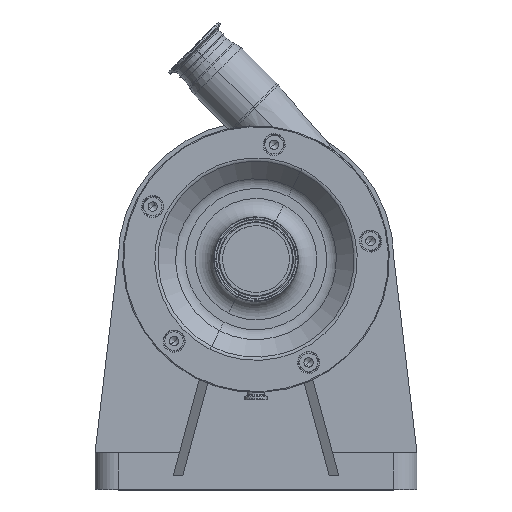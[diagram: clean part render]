
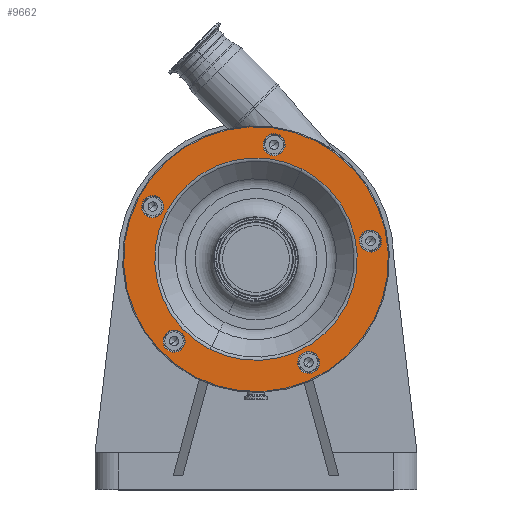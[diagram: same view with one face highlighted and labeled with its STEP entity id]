
A CAD part, top view. The second image highlights one B-rep face of the part: STEP entity #9662.
In plain terms, the highlighted planar face has unit normal (0, 0, 1).
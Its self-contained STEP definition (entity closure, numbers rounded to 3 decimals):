
#63 = DIRECTION ( 'NONE',  ( 0., 0., 1. ) ) ;
#242 = AXIS2_PLACEMENT_3D ( 'NONE', #11015, #943, #11202 ) ;
#323 = CARTESIAN_POINT ( 'NONE',  ( 119.001, 9.019, 294.5 ) ) ;
#426 = EDGE_CURVE ( 'NONE', #17272, #11791, #18385, .T. ) ;
#620 = FACE_BOUND ( 'NONE', #16338, .T. ) ;
#704 = DIRECTION ( 'NONE',  ( 0., 0., -1. ) ) ;
#759 = CARTESIAN_POINT ( 'NONE',  ( -112.267, 57.203, 294.5 ) ) ;
#849 = ORIENTED_EDGE ( 'NONE', *, *, #18509, .F. ) ;
#898 = CIRCLE ( 'NONE', #15114, 110.071 ) ;
#943 = DIRECTION ( 'NONE',  ( 0., 0., 1. ) ) ;
#1222 = AXIS2_PLACEMENT_3D ( 'NONE', #7779, #704, #6612 ) ;
#1410 = CARTESIAN_POINT ( 'NONE',  ( -65.375, -128.305, 294.5 ) ) ;
#1746 = DIRECTION ( 'NONE',  ( 0.454, 0.891, 0. ) ) ;
#1999 = AXIS2_PLACEMENT_3D ( 'NONE', #7737, #17956, #4740 ) ;
#2050 = DIRECTION ( 'NONE',  ( 0.454, 0.891, 0. ) ) ;
#2366 = EDGE_CURVE ( 'NONE', #11791, #17272, #5776, .T. ) ;
#2480 = AXIS2_PLACEMENT_3D ( 'NONE', #2779, #8681, #7580 ) ;
#2779 = CARTESIAN_POINT ( 'NONE',  ( -112.267, 57.203, 294.5 ) ) ;
#2836 = EDGE_LOOP ( 'NONE', ( #6217, #3452 ) ) ;
#2893 = CARTESIAN_POINT ( 'NONE',  ( 62.651, -101.575, 294.5 ) ) ;
#2905 = VERTEX_POINT ( 'NONE', #5463 ) ;
#2912 = DIRECTION ( 'NONE',  ( 0.454, 0.891, 0. ) ) ;
#3019 = DIRECTION ( 'NONE',  ( 0., 0., 1. ) ) ;
#3326 = AXIS2_PLACEMENT_3D ( 'NONE', #10451, #13347, #13261 ) ;
#3381 = CARTESIAN_POINT ( 'NONE',  ( 19.711, 124.449, 294.5 ) ) ;
#3406 = DIRECTION ( 'NONE',  ( 0., 0., 1. ) ) ;
#3452 = ORIENTED_EDGE ( 'NONE', *, *, #10260, .F. ) ;
#3523 = FACE_BOUND ( 'NONE', #5237, .T. ) ;
#3526 = CARTESIAN_POINT ( 'NONE',  ( 124.449, 19.711, 294.5 ) ) ;
#3724 = DIRECTION ( 'NONE',  ( 0., 0., 1. ) ) ;
#3879 = EDGE_CURVE ( 'NONE', #15000, #6219, #6211, .T. ) ;
#3885 = EDGE_LOOP ( 'NONE', ( #11250, #17126 ) ) ;
#3890 = VERTEX_POINT ( 'NONE', #17910 ) ;
#3942 = AXIS2_PLACEMENT_3D ( 'NONE', #8926, #3019, #2912 ) ;
#4570 = EDGE_CURVE ( 'NONE', #18542, #4791, #9194, .T. ) ;
#4599 = VERTEX_POINT ( 'NONE', #2893 ) ;
#4603 = ORIENTED_EDGE ( 'NONE', *, *, #19108, .T. ) ;
#4740 = DIRECTION ( 'NONE',  ( 0.454, 0.891, 0. ) ) ;
#4758 = EDGE_CURVE ( 'NONE', #17331, #3890, #15648, .T. ) ;
#4791 = VERTEX_POINT ( 'NONE', #17353 ) ;
#4936 = DIRECTION ( 'NONE',  ( 0.454, 0.891, 0. ) ) ;
#5237 = EDGE_LOOP ( 'NONE', ( #14358, #6558 ) ) ;
#5463 = CARTESIAN_POINT ( 'NONE',  ( 51.755, -122.959, 294.5 ) ) ;
#5592 = CARTESIAN_POINT ( 'NONE',  ( 0., 0., 294.5 ) ) ;
#5633 = CARTESIAN_POINT ( 'NONE',  ( 0., 0., 294.5 ) ) ;
#5776 = CIRCLE ( 'NONE', #17783, 12. ) ;
#5822 = AXIS2_PLACEMENT_3D ( 'NONE', #18511, #9450, #15524 ) ;
#6178 = CIRCLE ( 'NONE', #16034, 12. ) ;
#6211 = CIRCLE ( 'NONE', #2480, 12. ) ;
#6217 = ORIENTED_EDGE ( 'NONE', *, *, #9362, .F. ) ;
#6219 = VERTEX_POINT ( 'NONE', #6329 ) ;
#6223 = ORIENTED_EDGE ( 'NONE', *, *, #7152, .F. ) ;
#6329 = CARTESIAN_POINT ( 'NONE',  ( -106.819, 67.895, 294.5 ) ) ;
#6425 = CARTESIAN_POINT ( 'NONE',  ( 0., 0., 294.5 ) ) ;
#6445 = VERTEX_POINT ( 'NONE', #12617 ) ;
#6526 = FACE_BOUND ( 'NONE', #3885, .T. ) ;
#6556 = EDGE_CURVE ( 'NONE', #4791, #18542, #13516, .T. ) ;
#6558 = ORIENTED_EDGE ( 'NONE', *, *, #426, .F. ) ;
#6612 = DIRECTION ( 'NONE',  ( -0.454, -0.891, 0. ) ) ;
#6673 = DIRECTION ( 'NONE',  ( 0.454, 0.891, 0. ) ) ;
#6759 = DIRECTION ( 'NONE',  ( 0., 0., 1. ) ) ;
#6804 = CARTESIAN_POINT ( 'NONE',  ( 49.971, 98.074, 294.5 ) ) ;
#7061 = ORIENTED_EDGE ( 'NONE', *, *, #10367, .T. ) ;
#7152 = EDGE_CURVE ( 'NONE', #4599, #2905, #16893, .T. ) ;
#7456 = ORIENTED_EDGE ( 'NONE', *, *, #15562, .F. ) ;
#7580 = DIRECTION ( 'NONE',  ( 0.454, 0.891, 0. ) ) ;
#7602 = AXIS2_PLACEMENT_3D ( 'NONE', #759, #18717, #6673 ) ;
#7737 = CARTESIAN_POINT ( 'NONE',  ( 19.711, 124.449, 294.5 ) ) ;
#7779 = CARTESIAN_POINT ( 'NONE',  ( -128.305, 65.375, 294.5 ) ) ;
#7975 = DIRECTION ( 'NONE',  ( 0.454, 0.891, 0. ) ) ;
#8063 = FACE_OUTER_BOUND ( 'NONE', #10351, .T. ) ;
#8681 = DIRECTION ( 'NONE',  ( 0., 0., 1. ) ) ;
#8913 = EDGE_CURVE ( 'NONE', #3890, #17331, #898, .T. ) ;
#8926 = CARTESIAN_POINT ( 'NONE',  ( -89.095, -89.095, 294.5 ) ) ;
#9153 = AXIS2_PLACEMENT_3D ( 'NONE', #3526, #3724, #7975 ) ;
#9194 = CIRCLE ( 'NONE', #3326, 12. ) ;
#9233 = FACE_BOUND ( 'NONE', #2836, .T. ) ;
#9362 = EDGE_CURVE ( 'NONE', #15436, #6445, #6178, .T. ) ;
#9383 = CARTESIAN_POINT ( 'NONE',  ( 129.897, 30.403, 294.5 ) ) ;
#9414 = FACE_BOUND ( 'NONE', #10089, .T. ) ;
#9450 = DIRECTION ( 'NONE',  ( 0., 0., 1. ) ) ;
#9662 = ADVANCED_FACE ( 'NONE', ( #9233, #3523, #9414, #620, #15301, #8063, #6526 ), #13963, .F. ) ;
#10089 = EDGE_LOOP ( 'NONE', ( #6223, #7456 ) ) ;
#10260 = EDGE_CURVE ( 'NONE', #6445, #15436, #13451, .T. ) ;
#10351 = EDGE_LOOP ( 'NONE', ( #4603, #7061 ) ) ;
#10367 = EDGE_CURVE ( 'NONE', #13092, #12029, #11592, .T. ) ;
#10451 = CARTESIAN_POINT ( 'NONE',  ( -89.095, -89.095, 294.5 ) ) ;
#10526 = ORIENTED_EDGE ( 'NONE', *, *, #4758, .F. ) ;
#10729 = AXIS2_PLACEMENT_3D ( 'NONE', #14586, #18803, #14387 ) ;
#11015 = CARTESIAN_POINT ( 'NONE',  ( 57.203, -112.267, 294.5 ) ) ;
#11202 = DIRECTION ( 'NONE',  ( 0.454, 0.891, 0. ) ) ;
#11250 = ORIENTED_EDGE ( 'NONE', *, *, #4570, .F. ) ;
#11410 = CARTESIAN_POINT ( 'NONE',  ( 65.375, 128.305, 294.5 ) ) ;
#11488 = DIRECTION ( 'NONE',  ( 0.454, 0.891, 0. ) ) ;
#11592 = CIRCLE ( 'NONE', #16519, 144. ) ;
#11791 = VERTEX_POINT ( 'NONE', #9383 ) ;
#12029 = VERTEX_POINT ( 'NONE', #11410 ) ;
#12577 = CARTESIAN_POINT ( 'NONE',  ( -83.648, -78.403, 294.5 ) ) ;
#12617 = CARTESIAN_POINT ( 'NONE',  ( 14.263, 113.757, 294.5 ) ) ;
#13092 = VERTEX_POINT ( 'NONE', #1410 ) ;
#13147 = CIRCLE ( 'NONE', #7602, 12. ) ;
#13261 = DIRECTION ( 'NONE',  ( 0.454, 0.891, 0. ) ) ;
#13347 = DIRECTION ( 'NONE',  ( 0., 0., 1. ) ) ;
#13436 = DIRECTION ( 'NONE',  ( 0., 0., 1. ) ) ;
#13451 = CIRCLE ( 'NONE', #1999, 12. ) ;
#13516 = CIRCLE ( 'NONE', #3942, 12. ) ;
#13661 = CARTESIAN_POINT ( 'NONE',  ( 124.449, 19.711, 294.5 ) ) ;
#13717 = CARTESIAN_POINT ( 'NONE',  ( 25.159, 135.141, 294.5 ) ) ;
#13963 = PLANE ( 'NONE',  #1222 ) ;
#14205 = DIRECTION ( 'NONE',  ( 0.454, 0.891, 0. ) ) ;
#14358 = ORIENTED_EDGE ( 'NONE', *, *, #2366, .F. ) ;
#14387 = DIRECTION ( 'NONE',  ( 0.454, 0.891, 0. ) ) ;
#14542 = ORIENTED_EDGE ( 'NONE', *, *, #8913, .F. ) ;
#14586 = CARTESIAN_POINT ( 'NONE',  ( 0., 0., 294.5 ) ) ;
#15000 = VERTEX_POINT ( 'NONE', #15782 ) ;
#15080 = CIRCLE ( 'NONE', #5822, 12. ) ;
#15114 = AXIS2_PLACEMENT_3D ( 'NONE', #5633, #3406, #1746 ) ;
#15166 = CIRCLE ( 'NONE', #16389, 144. ) ;
#15301 = FACE_BOUND ( 'NONE', #17543, .T. ) ;
#15436 = VERTEX_POINT ( 'NONE', #13717 ) ;
#15524 = DIRECTION ( 'NONE',  ( 0.454, 0.891, 0. ) ) ;
#15562 = EDGE_CURVE ( 'NONE', #2905, #4599, #15080, .T. ) ;
#15648 = CIRCLE ( 'NONE', #10729, 110.071 ) ;
#15782 = CARTESIAN_POINT ( 'NONE',  ( -117.715, 46.511, 294.5 ) ) ;
#16034 = AXIS2_PLACEMENT_3D ( 'NONE', #3381, #13436, #4936 ) ;
#16338 = EDGE_LOOP ( 'NONE', ( #849, #18761 ) ) ;
#16389 = AXIS2_PLACEMENT_3D ( 'NONE', #6425, #18188, #2050 ) ;
#16519 = AXIS2_PLACEMENT_3D ( 'NONE', #5592, #63, #11488 ) ;
#16893 = CIRCLE ( 'NONE', #242, 12. ) ;
#17126 = ORIENTED_EDGE ( 'NONE', *, *, #6556, .F. ) ;
#17272 = VERTEX_POINT ( 'NONE', #323 ) ;
#17331 = VERTEX_POINT ( 'NONE', #6804 ) ;
#17353 = CARTESIAN_POINT ( 'NONE',  ( -94.543, -99.788, 294.5 ) ) ;
#17543 = EDGE_LOOP ( 'NONE', ( #10526, #14542 ) ) ;
#17783 = AXIS2_PLACEMENT_3D ( 'NONE', #13661, #6759, #14205 ) ;
#17910 = CARTESIAN_POINT ( 'NONE',  ( -49.971, -98.074, 294.5 ) ) ;
#17956 = DIRECTION ( 'NONE',  ( 0., 0., 1. ) ) ;
#18188 = DIRECTION ( 'NONE',  ( 0., 0., 1. ) ) ;
#18385 = CIRCLE ( 'NONE', #9153, 12. ) ;
#18509 = EDGE_CURVE ( 'NONE', #6219, #15000, #13147, .T. ) ;
#18511 = CARTESIAN_POINT ( 'NONE',  ( 57.203, -112.267, 294.5 ) ) ;
#18542 = VERTEX_POINT ( 'NONE', #12577 ) ;
#18717 = DIRECTION ( 'NONE',  ( 0., 0., 1. ) ) ;
#18761 = ORIENTED_EDGE ( 'NONE', *, *, #3879, .F. ) ;
#18803 = DIRECTION ( 'NONE',  ( 0., 0., 1. ) ) ;
#19108 = EDGE_CURVE ( 'NONE', #12029, #13092, #15166, .T. ) ;
